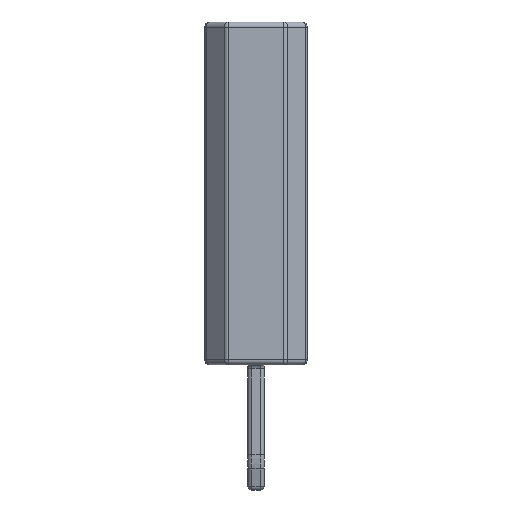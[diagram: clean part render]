
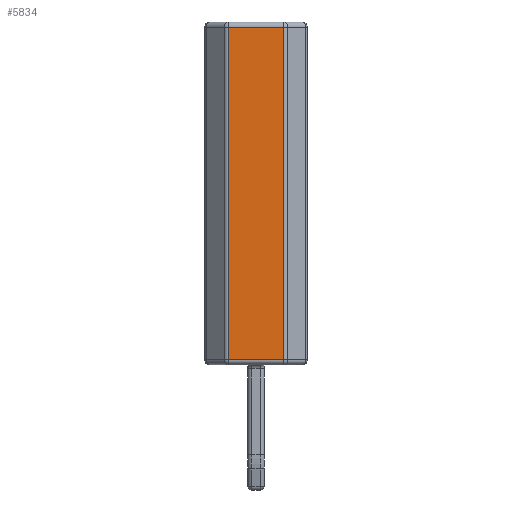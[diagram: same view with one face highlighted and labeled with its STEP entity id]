
A CAD part, left-side view. The second image highlights one B-rep face of the part: STEP entity #5834.
In plain terms, the highlighted planar face has unit normal (-1, 0, 0).
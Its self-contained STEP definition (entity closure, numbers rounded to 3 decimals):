
#5176 = CYLINDRICAL_SURFACE('',#5177,0.125);
#5177 = AXIS2_PLACEMENT_3D('',#5178,#5179,#5180);
#5178 = CARTESIAN_POINT('',(-1.145,0.692,0.));
#5179 = DIRECTION('',(0.,0.,1.));
#5180 = DIRECTION('',(-0.707,0.707,0.));
#5281 = VERTEX_POINT('',#5282);
#5282 = CARTESIAN_POINT('',(-1.27,0.692,0.125));
#5309 = EDGE_CURVE('',#5281,#5310,#5312,.T.);
#5310 = VERTEX_POINT('',#5311);
#5311 = CARTESIAN_POINT('',(-1.27,0.692,8.375));
#5312 = SURFACE_CURVE('',#5313,(#5317,#5324),.PCURVE_S1.);
#5313 = LINE('',#5314,#5315);
#5314 = CARTESIAN_POINT('',(-1.27,0.692,0.));
#5315 = VECTOR('',#5316,1.);
#5316 = DIRECTION('',(0.,0.,1.));
#5317 = PCURVE('',#5176,#5318);
#5318 = DEFINITIONAL_REPRESENTATION('',(#5319),#5323);
#5319 = LINE('',#5320,#5321);
#5320 = CARTESIAN_POINT('',(0.785,0.));
#5321 = VECTOR('',#5322,1.);
#5322 = DIRECTION('',(0.,1.));
#5323 = ( GEOMETRIC_REPRESENTATION_CONTEXT(2) 
PARAMETRIC_REPRESENTATION_CONTEXT() REPRESENTATION_CONTEXT('2D SPACE',''
  ) );
#5324 = PCURVE('',#5325,#5330);
#5325 = PLANE('',#5326);
#5326 = AXIS2_PLACEMENT_3D('',#5327,#5328,#5329);
#5327 = CARTESIAN_POINT('',(-1.27,-0.744,0.));
#5328 = DIRECTION('',(-1.,0.,0.));
#5329 = DIRECTION('',(0.,1.,0.));
#5330 = DEFINITIONAL_REPRESENTATION('',(#5331),#5335);
#5331 = LINE('',#5332,#5333);
#5332 = CARTESIAN_POINT('',(1.436,0.));
#5333 = VECTOR('',#5334,1.);
#5334 = DIRECTION('',(0.,-1.));
#5335 = ( GEOMETRIC_REPRESENTATION_CONTEXT(2) 
PARAMETRIC_REPRESENTATION_CONTEXT() REPRESENTATION_CONTEXT('2D SPACE',''
  ) );
#5539 = CYLINDRICAL_SURFACE('',#5540,0.125);
#5540 = AXIS2_PLACEMENT_3D('',#5541,#5542,#5543);
#5541 = CARTESIAN_POINT('',(-1.145,-0.744,8.375));
#5542 = DIRECTION('',(0.,1.,0.));
#5543 = DIRECTION('',(-1.,0.,0.));
#5821 = CYLINDRICAL_SURFACE('',#5822,0.125);
#5822 = AXIS2_PLACEMENT_3D('',#5823,#5824,#5825);
#5823 = CARTESIAN_POINT('',(-1.145,-0.744,0.125));
#5824 = DIRECTION('',(0.,1.,0.));
#5825 = DIRECTION('',(-1.,0.,0.));
#5834 = ADVANCED_FACE('',(#5835),#5325,.T.);
#5835 = FACE_BOUND('',#5836,.T.);
#5836 = EDGE_LOOP('',(#5837,#5860,#5861,#5884));
#5837 = ORIENTED_EDGE('',*,*,#5838,.T.);
#5838 = EDGE_CURVE('',#5839,#5310,#5841,.T.);
#5839 = VERTEX_POINT('',#5840);
#5840 = CARTESIAN_POINT('',(-1.27,-0.692,8.375));
#5841 = SURFACE_CURVE('',#5842,(#5846,#5853),.PCURVE_S1.);
#5842 = LINE('',#5843,#5844);
#5843 = CARTESIAN_POINT('',(-1.27,-0.744,8.375));
#5844 = VECTOR('',#5845,1.);
#5845 = DIRECTION('',(0.,1.,0.));
#5846 = PCURVE('',#5325,#5847);
#5847 = DEFINITIONAL_REPRESENTATION('',(#5848),#5852);
#5848 = LINE('',#5849,#5850);
#5849 = CARTESIAN_POINT('',(0.,-8.375));
#5850 = VECTOR('',#5851,1.);
#5851 = DIRECTION('',(1.,0.));
#5852 = ( GEOMETRIC_REPRESENTATION_CONTEXT(2) 
PARAMETRIC_REPRESENTATION_CONTEXT() REPRESENTATION_CONTEXT('2D SPACE',''
  ) );
#5853 = PCURVE('',#5539,#5854);
#5854 = DEFINITIONAL_REPRESENTATION('',(#5855),#5859);
#5855 = LINE('',#5856,#5857);
#5856 = CARTESIAN_POINT('',(0.,0.));
#5857 = VECTOR('',#5858,1.);
#5858 = DIRECTION('',(0.,1.));
#5859 = ( GEOMETRIC_REPRESENTATION_CONTEXT(2) 
PARAMETRIC_REPRESENTATION_CONTEXT() REPRESENTATION_CONTEXT('2D SPACE',''
  ) );
#5860 = ORIENTED_EDGE('',*,*,#5309,.F.);
#5861 = ORIENTED_EDGE('',*,*,#5862,.F.);
#5862 = EDGE_CURVE('',#5863,#5281,#5865,.T.);
#5863 = VERTEX_POINT('',#5864);
#5864 = CARTESIAN_POINT('',(-1.27,-0.692,0.125));
#5865 = SURFACE_CURVE('',#5866,(#5870,#5877),.PCURVE_S1.);
#5866 = LINE('',#5867,#5868);
#5867 = CARTESIAN_POINT('',(-1.27,-0.744,0.125));
#5868 = VECTOR('',#5869,1.);
#5869 = DIRECTION('',(0.,1.,0.));
#5870 = PCURVE('',#5325,#5871);
#5871 = DEFINITIONAL_REPRESENTATION('',(#5872),#5876);
#5872 = LINE('',#5873,#5874);
#5873 = CARTESIAN_POINT('',(0.,-0.125));
#5874 = VECTOR('',#5875,1.);
#5875 = DIRECTION('',(1.,0.));
#5876 = ( GEOMETRIC_REPRESENTATION_CONTEXT(2) 
PARAMETRIC_REPRESENTATION_CONTEXT() REPRESENTATION_CONTEXT('2D SPACE',''
  ) );
#5877 = PCURVE('',#5821,#5878);
#5878 = DEFINITIONAL_REPRESENTATION('',(#5879),#5883);
#5879 = LINE('',#5880,#5881);
#5880 = CARTESIAN_POINT('',(-0.,0.));
#5881 = VECTOR('',#5882,1.);
#5882 = DIRECTION('',(-0.,1.));
#5883 = ( GEOMETRIC_REPRESENTATION_CONTEXT(2) 
PARAMETRIC_REPRESENTATION_CONTEXT() REPRESENTATION_CONTEXT('2D SPACE',''
  ) );
#5884 = ORIENTED_EDGE('',*,*,#5885,.T.);
#5885 = EDGE_CURVE('',#5863,#5839,#5886,.T.);
#5886 = SURFACE_CURVE('',#5887,(#5891,#5898),.PCURVE_S1.);
#5887 = LINE('',#5888,#5889);
#5888 = CARTESIAN_POINT('',(-1.27,-0.692,0.));
#5889 = VECTOR('',#5890,1.);
#5890 = DIRECTION('',(0.,0.,1.));
#5891 = PCURVE('',#5325,#5892);
#5892 = DEFINITIONAL_REPRESENTATION('',(#5893),#5897);
#5893 = LINE('',#5894,#5895);
#5894 = CARTESIAN_POINT('',(0.052,0.));
#5895 = VECTOR('',#5896,1.);
#5896 = DIRECTION('',(0.,-1.));
#5897 = ( GEOMETRIC_REPRESENTATION_CONTEXT(2) 
PARAMETRIC_REPRESENTATION_CONTEXT() REPRESENTATION_CONTEXT('2D SPACE',''
  ) );
#5898 = PCURVE('',#5899,#5904);
#5899 = CYLINDRICAL_SURFACE('',#5900,0.125);
#5900 = AXIS2_PLACEMENT_3D('',#5901,#5902,#5903);
#5901 = CARTESIAN_POINT('',(-1.145,-0.692,0.));
#5902 = DIRECTION('',(0.,0.,1.));
#5903 = DIRECTION('',(-1.,0.,0.));
#5904 = DEFINITIONAL_REPRESENTATION('',(#5905),#5909);
#5905 = LINE('',#5906,#5907);
#5906 = CARTESIAN_POINT('',(0.,0.));
#5907 = VECTOR('',#5908,1.);
#5908 = DIRECTION('',(0.,1.));
#5909 = ( GEOMETRIC_REPRESENTATION_CONTEXT(2) 
PARAMETRIC_REPRESENTATION_CONTEXT() REPRESENTATION_CONTEXT('2D SPACE',''
  ) );
